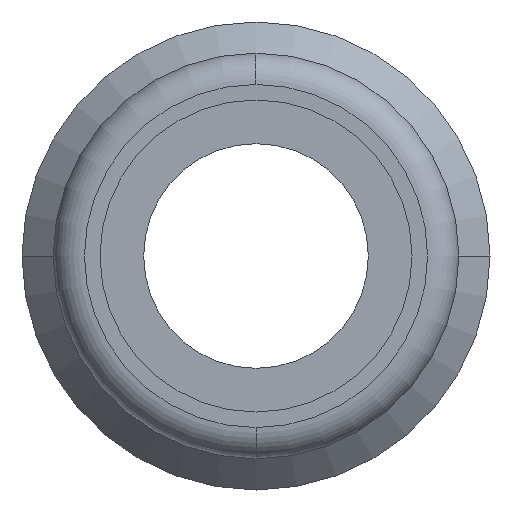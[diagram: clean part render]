
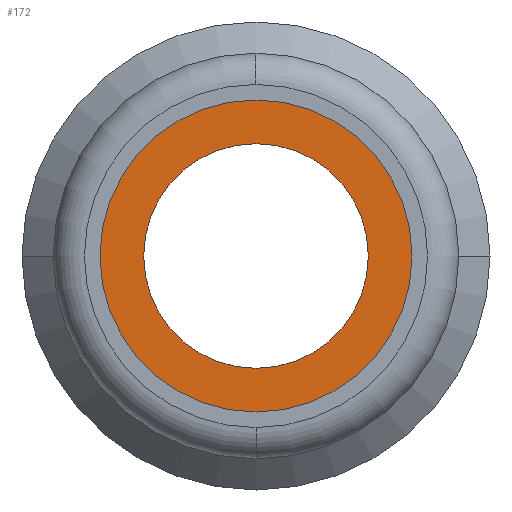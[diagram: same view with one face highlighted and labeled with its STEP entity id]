
A CAD part, front view. The second image highlights one B-rep face of the part: STEP entity #172.
In plain terms, the highlighted planar face has unit normal (0, -1, 0).
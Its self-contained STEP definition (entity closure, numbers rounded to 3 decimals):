
#172=ADVANCED_FACE('',(#352,#353),#354,.F.);
#352=FACE_OUTER_BOUND('',#531,.T.);
#353=FACE_BOUND('',#532,.T.);
#354=PLANE('',#533);
#531=EDGE_LOOP('',(#937,#938));
#532=EDGE_LOOP('',(#939,#940));
#533=AXIS2_PLACEMENT_3D('',#941,#942,#943);
#937=ORIENTED_EDGE('',*,*,#1085,.F.);
#938=ORIENTED_EDGE('',*,*,#1127,.F.);
#939=ORIENTED_EDGE('',*,*,#1135,.T.);
#940=ORIENTED_EDGE('',*,*,#1146,.T.);
#941=CARTESIAN_POINT('',(0.0,22.0,0.0));
#942=DIRECTION('',(-0.0,1.0,0.0));
#943=DIRECTION('',(1.0,0.0,0.0));
#1085=EDGE_CURVE('',#1303,#1305,#1306,.T.);
#1127=EDGE_CURVE('',#1305,#1303,#1355,.T.);
#1135=EDGE_CURVE('',#1366,#1364,#1367,.T.);
#1146=EDGE_CURVE('',#1364,#1366,#1378,.T.);
#1303=VERTEX_POINT('',#1555);
#1305=VERTEX_POINT('',#1558);
#1306=CIRCLE('',#1559,5.0);
#1355=CIRCLE('',#1623,5.0);
#1364=VERTEX_POINT('',#1634);
#1366=VERTEX_POINT('',#1637);
#1367=CIRCLE('',#1638,3.6);
#1378=CIRCLE('',#1652,3.6);
#1555=CARTESIAN_POINT('',(5.0,22.0,0.0));
#1558=CARTESIAN_POINT('',(-5.0,22.0,0.));
#1559=AXIS2_PLACEMENT_3D('',#1834,#1835,#1836);
#1623=AXIS2_PLACEMENT_3D('',#1885,#1886,#1887);
#1634=CARTESIAN_POINT('',(3.6,22.0,0.));
#1637=CARTESIAN_POINT('',(-3.6,22.0,0.));
#1638=AXIS2_PLACEMENT_3D('',#1894,#1895,#1896);
#1652=AXIS2_PLACEMENT_3D('',#1903,#1904,#1905);
#1834=CARTESIAN_POINT('',(0.0,22.0,0.0));
#1835=DIRECTION('',(-0.0,1.0,0.0));
#1836=DIRECTION('',(1.0,0.0,0.0));
#1885=CARTESIAN_POINT('',(0.0,22.0,0.0));
#1886=DIRECTION('',(-0.0,1.0,0.0));
#1887=DIRECTION('',(1.0,0.0,0.0));
#1894=CARTESIAN_POINT('',(0.0,22.0,0.0));
#1895=DIRECTION('',(-0.0,1.0,0.0));
#1896=DIRECTION('',(1.0,0.0,0.0));
#1903=CARTESIAN_POINT('',(0.0,22.0,0.0));
#1904=DIRECTION('',(-0.0,1.0,0.0));
#1905=DIRECTION('',(1.0,0.0,0.0));
